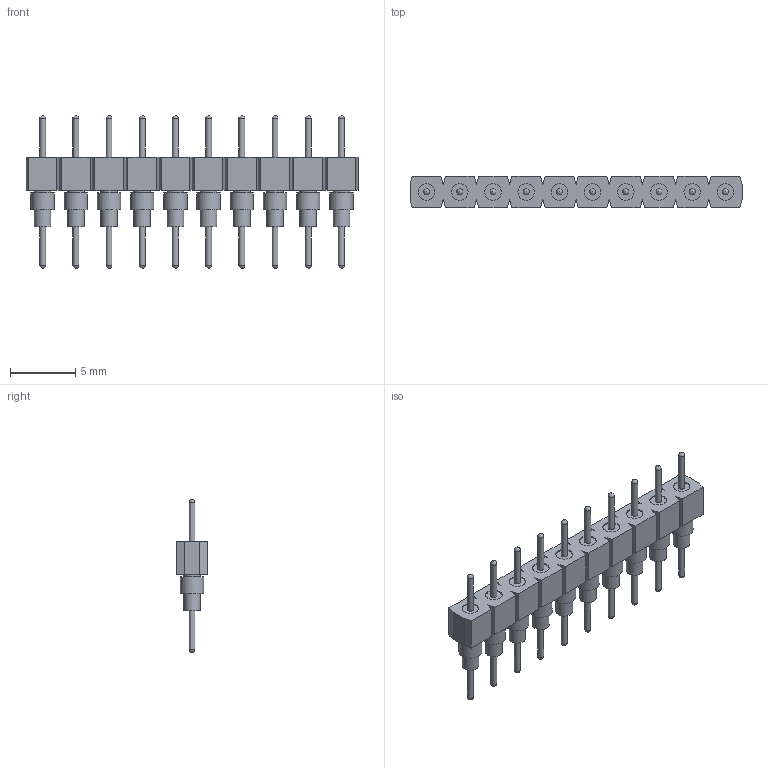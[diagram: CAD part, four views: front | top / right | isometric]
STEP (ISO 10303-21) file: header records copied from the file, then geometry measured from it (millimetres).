
FILE_DESCRIPTION(('FreeCAD Model'),'2;1');
FILE_NAME('Open CASCADE Shape Model','2025-01-12T11:57:16',(''),(''), 'Open CASCADE STEP processor 7.8','FreeCAD','Unknown');
FILE_SCHEMA(('AUTOMOTIVE_DESIGN { 1 0 10303 214 1 1 1 1 }'));
Length unit declared in the file: millimetre
Products named in the file (11): BBS-110-G-A_pins009; BBS-110-G-A_socket; BBS-110-G-A_pins; BBS-110-G-A_pins001; BBS-110-G-A_pins002; BBS-110-G-A_pins003; BBS-110-G-A_pins004; BBS-110-G-A_pins005; BBS-110-G-A_pins006; BBS-110-G-A_pins007; BBS-110-G-A_pins008
Bounding box: 25.4 x 2.44 x 11.68 mm (x, y, z)
Volume: 212 mm3; surface area: 748.7 mm2
Topology: 11 solids, 11 shells, 184 faces, 436 edges, 294 vertices
Faces by surface type: plane 104, cylinder 60, sphere 20
Full cylindrical faces by diameter (mm): 0.457 x20, 1.27 x30, 1.778 x10
Entity records: 5492 total; most frequent: CARTESIAN_POINT 1055, DIRECTION 856, ORIENTED_EDGE 832, EDGE_CURVE 416, AXIS2_PLACEMENT_3D 335, VERTEX_POINT 294, FACE_BOUND 244, EDGE_LOOP 244
